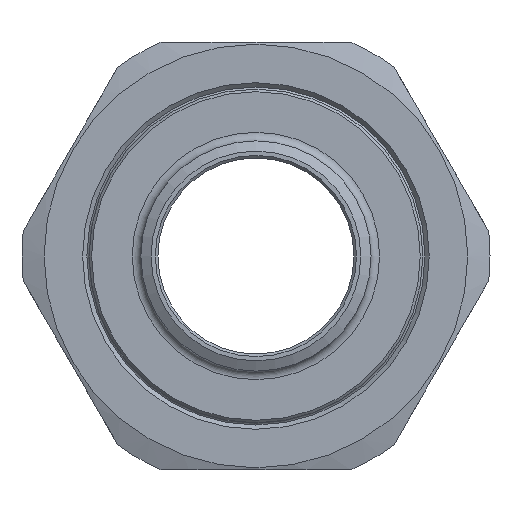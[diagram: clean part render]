
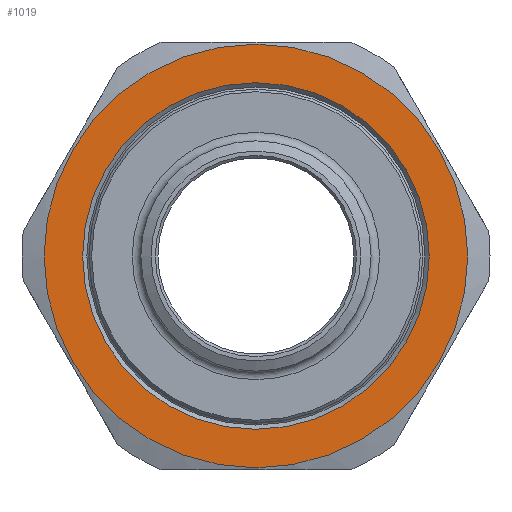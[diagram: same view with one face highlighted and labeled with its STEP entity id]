
A CAD part, left-side view. The second image highlights one B-rep face of the part: STEP entity #1019.
In plain terms, the highlighted planar face has unit normal (-1, 0, 0).
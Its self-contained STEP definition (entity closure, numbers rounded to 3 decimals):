
#45=FACE_BOUND('',#195,.T.);
#96=PLANE('',#1176);
#129=FACE_OUTER_BOUND('',#194,.T.);
#194=EDGE_LOOP('',(#770));
#195=EDGE_LOOP('',(#771));
#365=CIRCLE('',#1166,24.75);
#366=CIRCLE('',#1171,20.25);
#464=VERTEX_POINT('',#1768);
#465=VERTEX_POINT('',#1778);
#576=EDGE_CURVE('',#464,#464,#365,.T.);
#578=EDGE_CURVE('',#465,#465,#366,.T.);
#770=ORIENTED_EDGE('',*,*,#576,.T.);
#771=ORIENTED_EDGE('',*,*,#578,.F.);
#1019=ADVANCED_FACE('',(#129,#45),#96,.F.);
#1166=AXIS2_PLACEMENT_3D('',#1770,#1367,#1368);
#1171=AXIS2_PLACEMENT_3D('',#1779,#1377,#1378);
#1176=AXIS2_PLACEMENT_3D('',#1789,#1389,#1390);
#1367=DIRECTION('center_axis',(-1.,0.,0.));
#1368=DIRECTION('ref_axis',(0.,1.,0.));
#1377=DIRECTION('center_axis',(-1.,0.,0.));
#1378=DIRECTION('ref_axis',(0.,-1.,0.));
#1389=DIRECTION('center_axis',(1.,0.,0.));
#1390=DIRECTION('ref_axis',(0.,0.,-1.));
#1768=CARTESIAN_POINT('',(-18.5,-24.75,0.));
#1770=CARTESIAN_POINT('Origin',(-18.5,0.,0.));
#1778=CARTESIAN_POINT('',(-18.5,20.25,0.));
#1779=CARTESIAN_POINT('Origin',(-18.5,0.,0.));
#1789=CARTESIAN_POINT('Origin',(-18.5,0.,0.));
